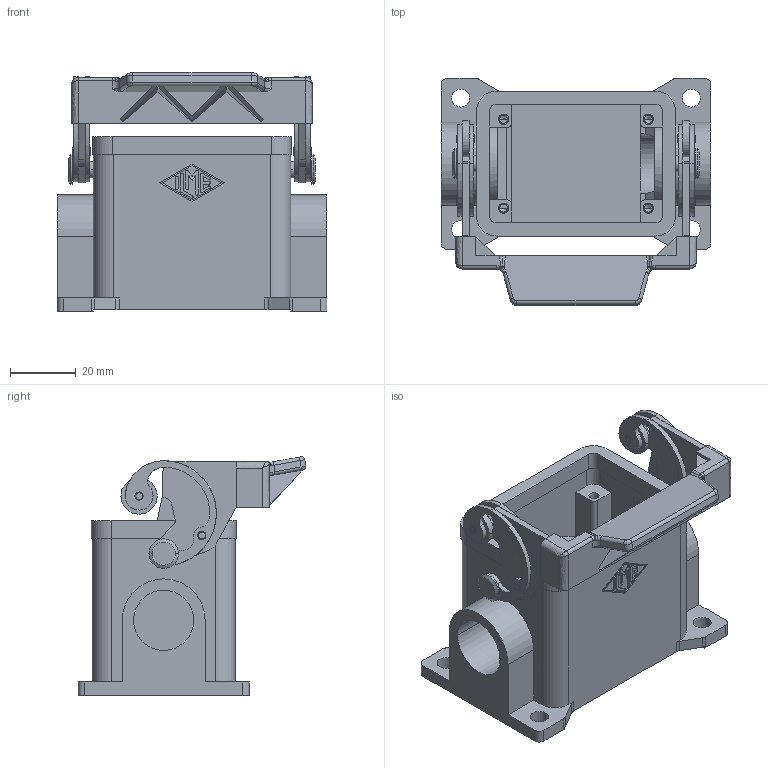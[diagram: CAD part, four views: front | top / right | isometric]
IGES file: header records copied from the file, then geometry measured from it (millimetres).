
Start section: Elysium IGES Interface
Global section: file name: CHPT 06_4 L.igs; native system: SolidDesigner 16.00A  16-Aug-2008; preprocessor: CoCreate IGES_3D V2.2; author: Unknown; organization: Unknown; date: 20110304.100920; units: millimetre
Bounding box: 82 x 69.2 x 72.42 mm (x, y, z)
Volume: 75953.7 mm3; surface area: 39486.7 mm2
Topology: 1 solids, 3 shells, 448 faces, 1165 edges, 744 vertices
Faces by surface type: bspline 448
